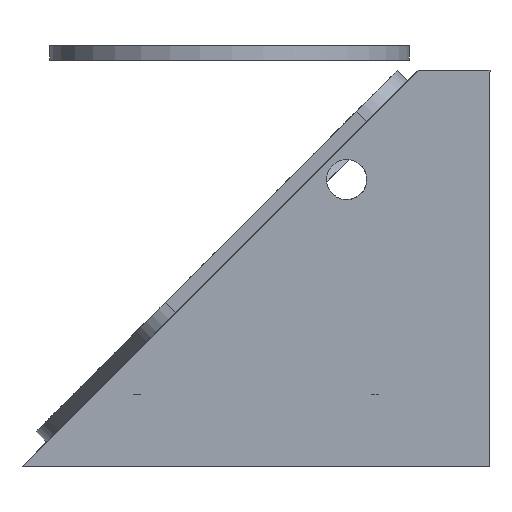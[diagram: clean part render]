
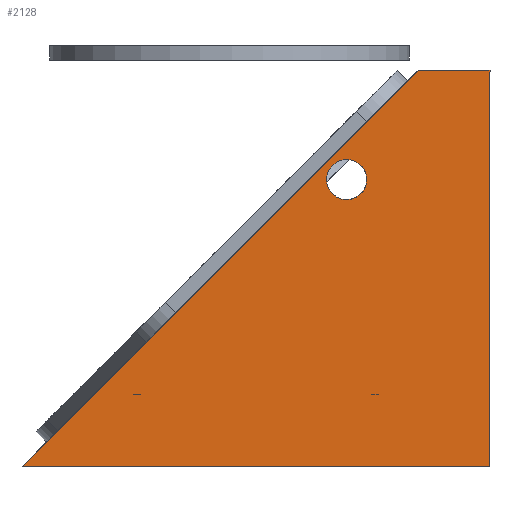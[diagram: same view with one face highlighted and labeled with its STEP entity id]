
A CAD part, left-side view. The second image highlights one B-rep face of the part: STEP entity #2128.
In plain terms, the highlighted face is planar.
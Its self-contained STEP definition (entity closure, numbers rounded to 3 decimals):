
#76=FACE_BOUND('',#331,.T.);
#116=PLANE('',#2417);
#196=FACE_OUTER_BOUND('',#330,.T.);
#330=EDGE_LOOP('',(#1745,#1746,#1747,#1748));
#331=EDGE_LOOP('',(#1749));
#464=LINE('',#3882,#575);
#470=LINE('',#3905,#581);
#484=LINE('',#3971,#595);
#489=LINE('',#3983,#600);
#575=VECTOR('',#2786,10.);
#581=VECTOR('',#2806,10.);
#595=VECTOR('',#2888,10.);
#600=VECTOR('',#2899,10.);
#663=CIRCLE('',#2283,1.4);
#854=VERTEX_POINT('',#3365);
#932=VERTEX_POINT('',#3875);
#935=VERTEX_POINT('',#3880);
#944=VERTEX_POINT('',#3902);
#945=VERTEX_POINT('',#3904);
#1080=EDGE_CURVE('',#854,#854,#663,.T.);
#1198=EDGE_CURVE('',#935,#932,#464,.T.);
#1209=EDGE_CURVE('',#944,#945,#470,.T.);
#1239=EDGE_CURVE('',#932,#944,#484,.T.);
#1246=EDGE_CURVE('',#945,#935,#489,.T.);
#1745=ORIENTED_EDGE('',*,*,#1198,.F.);
#1746=ORIENTED_EDGE('',*,*,#1246,.F.);
#1747=ORIENTED_EDGE('',*,*,#1209,.F.);
#1748=ORIENTED_EDGE('',*,*,#1239,.F.);
#1749=ORIENTED_EDGE('',*,*,#1080,.T.);
#2128=ADVANCED_FACE('',(#196,#76),#116,.F.);
#2283=AXIS2_PLACEMENT_3D('',#3366,#2587,#2588);
#2417=AXIS2_PLACEMENT_3D('',#3995,#2911,#2912);
#2587=DIRECTION('center_axis',(0.,1.,0.));
#2588=DIRECTION('ref_axis',(-1.,0.,0.));
#2786=DIRECTION('',(0.707,0.,0.707));
#2806=DIRECTION('',(0.,0.,-1.));
#2888=DIRECTION('',(1.,0.,0.));
#2899=DIRECTION('',(-1.,0.,0.));
#2911=DIRECTION('center_axis',(0.,1.,0.));
#2912=DIRECTION('ref_axis',(0.,0.,1.));
#3365=CARTESIAN_POINT('',(-12.447,-62.38,19.929));
#3366=CARTESIAN_POINT('Origin',(-13.847,-62.38,19.929));
#3875=CARTESIAN_POINT('',(-8.88,-62.38,27.526));
#3880=CARTESIAN_POINT('',(-36.406,-62.38,0.));
#3882=CARTESIAN_POINT('',(-36.406,-62.38,0.));
#3902=CARTESIAN_POINT('',(-3.88,-62.38,27.526));
#3904=CARTESIAN_POINT('',(-3.88,-62.38,0.));
#3905=CARTESIAN_POINT('',(-3.88,-62.38,27.526));
#3971=CARTESIAN_POINT('',(-8.88,-62.38,27.526));
#3983=CARTESIAN_POINT('',(-3.88,-62.38,0.));
#3995=CARTESIAN_POINT('Origin',(-16.112,-62.38,10.12));
